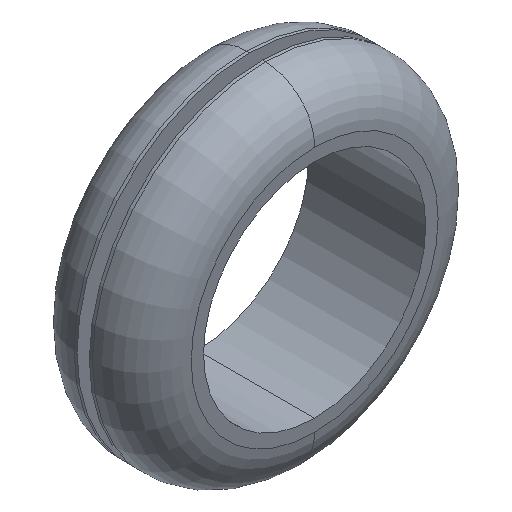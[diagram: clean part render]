
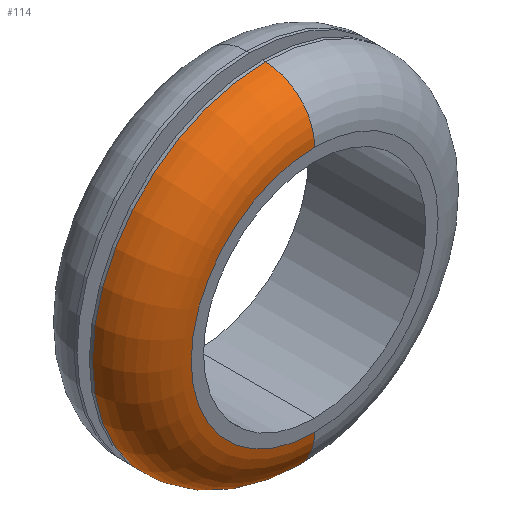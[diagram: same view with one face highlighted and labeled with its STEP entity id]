
A CAD part, isometric view. The second image highlights one B-rep face of the part: STEP entity #114.
In plain terms, the highlighted toroidal (fillet/blend) face has major radius 20 mm and minor radius 8 mm.
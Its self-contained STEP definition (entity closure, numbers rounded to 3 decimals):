
#111 = EDGE_CURVE ( 'NONE', #180, #160, #481, .T. ) ;
#114 = ADVANCED_FACE ( 'NONE', ( #484 ), #480, .T. ) ;
#115 = EDGE_LOOP ( 'NONE', ( #116, #117, #119, #120 ) ) ;
#116 = ORIENTED_EDGE ( 'NONE', *, *, #185, .F. ) ;
#117 = ORIENTED_EDGE ( 'NONE', *, *, #118, .T. ) ;
#118 = EDGE_CURVE ( 'NONE', #167, #166, #496, .T. ) ;
#119 = ORIENTED_EDGE ( 'NONE', *, *, #157, .T. ) ;
#120 = ORIENTED_EDGE ( 'NONE', *, *, #111, .F. ) ;
#157 = EDGE_CURVE ( 'NONE', #166, #160, #238, .T. ) ;
#160 = VERTEX_POINT ( 'NONE', #234 ) ;
#166 = VERTEX_POINT ( 'NONE', #285 ) ;
#167 = VERTEX_POINT ( 'NONE', #284 ) ;
#180 = VERTEX_POINT ( 'NONE', #313 ) ;
#185 = EDGE_CURVE ( 'NONE', #167, #180, #304, .T. ) ;
#234 = CARTESIAN_POINT ( 'NONE',  ( 0., -1.5, 28. ) ) ;
#235 = DIRECTION ( 'NONE',  ( 0., 0., 1. ) ) ;
#236 = DIRECTION ( 'NONE',  ( -1., 0., 0. ) ) ;
#237 = AXIS2_PLACEMENT_3D ( 'NONE', #244, #236, #235 ) ;
#238 = CIRCLE ( 'NONE', #237, 8. ) ;
#244 = CARTESIAN_POINT ( 'NONE',  ( 0., -1.5, 20. ) ) ;
#284 = CARTESIAN_POINT ( 'NONE',  ( 0., -9.5, -20. ) ) ;
#285 = CARTESIAN_POINT ( 'NONE',  ( 0., -9.5, 20. ) ) ;
#300 = DIRECTION ( 'NONE',  ( 0., 0., -1. ) ) ;
#301 = DIRECTION ( 'NONE',  ( 1., 0., 0. ) ) ;
#302 = CARTESIAN_POINT ( 'NONE',  ( 0., -1.5, -20. ) ) ;
#303 = AXIS2_PLACEMENT_3D ( 'NONE', #302, #301, #300 ) ;
#304 = CIRCLE ( 'NONE', #303, 8. ) ;
#313 = CARTESIAN_POINT ( 'NONE',  ( 0., -1.5, -28. ) ) ;
#431 = DIRECTION ( 'NONE',  ( 0., 1., 0. ) ) ;
#432 = DIRECTION ( 'NONE',  ( 0., 0., 1. ) ) ;
#477 = DIRECTION ( 'NONE',  ( 0., 0., 1. ) ) ;
#478 = CARTESIAN_POINT ( 'NONE',  ( 0., -1.5, 0. ) ) ;
#479 = AXIS2_PLACEMENT_3D ( 'NONE', #478, #431, #432 ) ;
#480 = TOROIDAL_SURFACE ( 'NONE', #479, 20., 8. ) ;
#481 = CIRCLE ( 'NONE', #485, 28. ) ;
#482 = DIRECTION ( 'NONE',  ( 0., 1., 0. ) ) ;
#483 = CARTESIAN_POINT ( 'NONE',  ( 0., -1.5, 0. ) ) ;
#484 = FACE_OUTER_BOUND ( 'NONE', #115, .T. ) ;
#485 = AXIS2_PLACEMENT_3D ( 'NONE', #483, #482, #477 ) ;
#486 = CARTESIAN_POINT ( 'NONE',  ( 0., -9.5, 0. ) ) ;
#489 = DIRECTION ( 'NONE',  ( 0., 0., 1. ) ) ;
#493 = DIRECTION ( 'NONE',  ( 0., 1., 0. ) ) ;
#494 = AXIS2_PLACEMENT_3D ( 'NONE', #486, #493, #489 ) ;
#496 = CIRCLE ( 'NONE', #494, 20. ) ;
